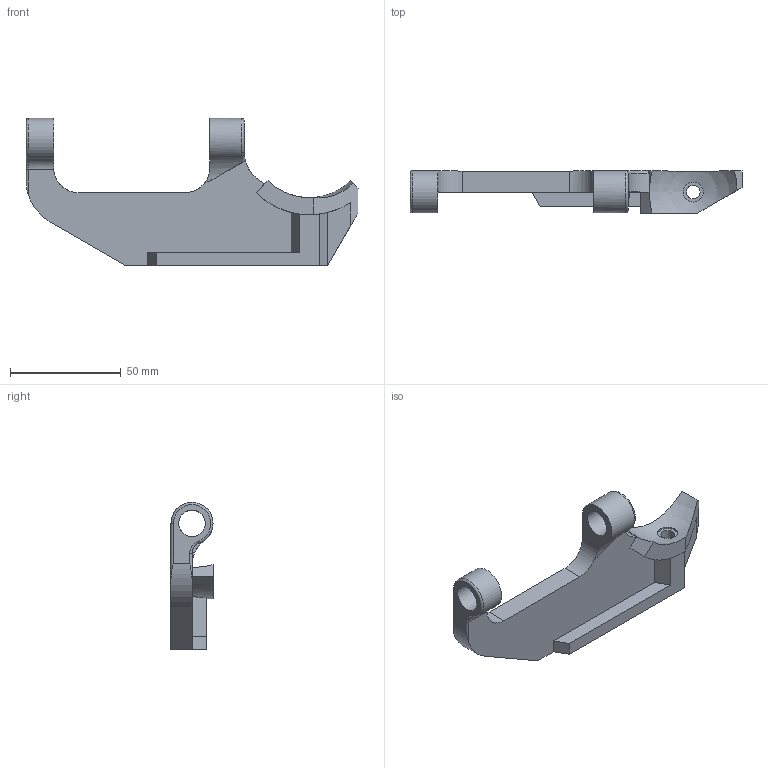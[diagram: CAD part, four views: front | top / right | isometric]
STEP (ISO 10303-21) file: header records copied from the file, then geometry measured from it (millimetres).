
FILE_DESCRIPTION(/* description */ (''),/* implementation_level */ '2;1');
FILE_NAME(/* name */ 'Alan''s Website Files/Magnabend/Magnabend Images/Hinge Plate v1.step',/* time_stamp */ '2019-10-18T00:09:34+11:00',/* author */ (''),/* organization */ (''),/* preprocessor_version */ 'ST-DEVELOPER v18',/* originating_system */ 'Autodesk Translation Framework v8.6.0.1094',/* authorisation */ '');
FILE_SCHEMA (('AUTOMOTIVE_DESIGN { 1 0 10303 214 3 1 1 }'));
Length unit declared in the file: millimetre
Products named in the file (2): Hinge Plate-original; Component1
Assembly tree (1 placements, depth 2):
  Hinge Plate-original
    Component1
Bounding box: 150 x 19 x 66.5 mm (x, y, z)
Volume: 52346.2 mm3; surface area: 18957.9 mm2
Topology: 1 solids, 1 shells, 166 faces, 451 edges, 298 vertices
Faces by surface type: plane 112, bspline 31, cylinder 18, torus 4, sphere 1
Full cylindrical faces by diameter (mm): 6.1 x1, 9 x1, 12 x2
Entity records: 5605 total; most frequent: CARTESIAN_POINT 1516, ORIENTED_EDGE 902, DIRECTION 713, EDGE_CURVE 451, LINE 327, VECTOR 327, VERTEX_POINT 298, AXIS2_PLACEMENT_3D 193
